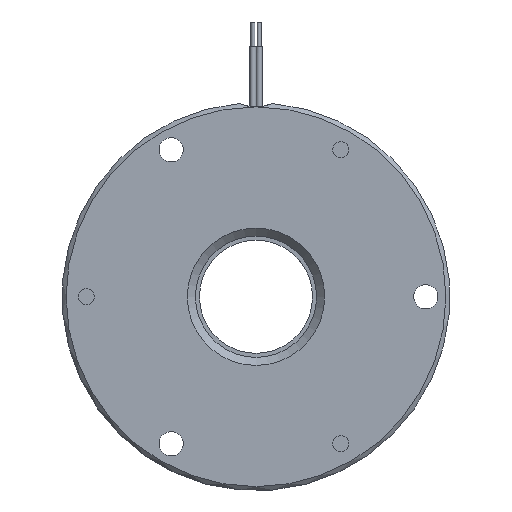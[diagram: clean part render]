
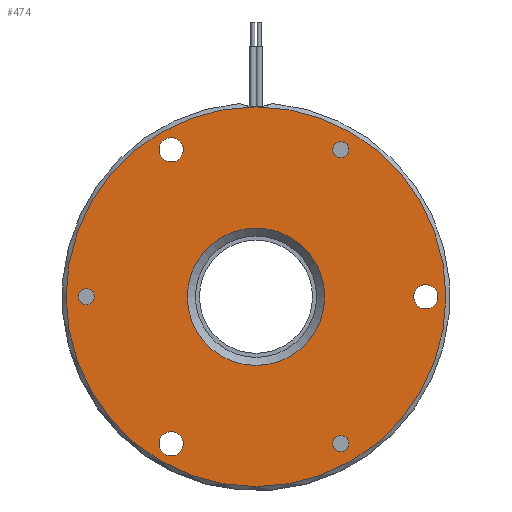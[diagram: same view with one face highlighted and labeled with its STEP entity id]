
A CAD part, left-side view. The second image highlights one B-rep face of the part: STEP entity #474.
In plain terms, the highlighted planar face has unit normal (-1, 0, 0).
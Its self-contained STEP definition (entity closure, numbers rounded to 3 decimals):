
#48 = VERTEX_POINT ( 'NONE', #4359 ) ;
#57 = DIRECTION ( 'NONE',  ( 0., 0., -1. ) ) ;
#179 = DIRECTION ( 'NONE',  ( 0., 0.866, 0.5 ) ) ;
#208 = EDGE_CURVE ( 'NONE', #586, #586, #1579, .T. ) ;
#367 = AXIS2_PLACEMENT_3D ( 'NONE', #1964, #3400, #179 ) ;
#433 = DIRECTION ( 'NONE',  ( 0., 0., -1. ) ) ;
#437 = CARTESIAN_POINT ( 'NONE',  ( 0., 21., 0. ) ) ;
#456 = CARTESIAN_POINT ( 'NONE',  ( 0., 0., 23.5 ) ) ;
#474 = ADVANCED_FACE ( 'NONE', ( #4410, #4478, #1504, #4119, #1935, #3313, #2968, #3699 ), #4078, .F. ) ;
#535 = VERTEX_POINT ( 'NONE', #456 ) ;
#586 = VERTEX_POINT ( 'NONE', #2757 ) ;
#607 = EDGE_LOOP ( 'NONE', ( #2660 ) ) ;
#660 = DIRECTION ( 'NONE',  ( 0., 0.866, 0.5 ) ) ;
#759 = CARTESIAN_POINT ( 'NONE',  ( 0., -10.5, -18.187 ) ) ;
#846 = CARTESIAN_POINT ( 'NONE',  ( 0., 10.5, 18.187 ) ) ;
#892 = DIRECTION ( 'NONE',  ( 0., 0., 1. ) ) ;
#894 = DIRECTION ( 'NONE',  ( 0., 0., -1. ) ) ;
#907 = DIRECTION ( 'NONE',  ( 1., 0., 0. ) ) ;
#946 = EDGE_LOOP ( 'NONE', ( #3892 ) ) ;
#1041 = CIRCLE ( 'NONE', #1947, 1. ) ;
#1162 = CIRCLE ( 'NONE', #2971, 8.5 ) ;
#1177 = EDGE_CURVE ( 'NONE', #2806, #2806, #4591, .T. ) ;
#1186 = EDGE_LOOP ( 'NONE', ( #1466 ) ) ;
#1225 = ORIENTED_EDGE ( 'NONE', *, *, #2453, .T. ) ;
#1384 = ORIENTED_EDGE ( 'NONE', *, *, #2498, .T. ) ;
#1451 = ORIENTED_EDGE ( 'NONE', *, *, #3883, .F. ) ;
#1466 = ORIENTED_EDGE ( 'NONE', *, *, #1177, .T. ) ;
#1504 = FACE_BOUND ( 'NONE', #1977, .T. ) ;
#1522 = CARTESIAN_POINT ( 'NONE',  ( 0., 9.201, -17.437 ) ) ;
#1579 = CIRCLE ( 'NONE', #367, 1.5 ) ;
#1591 = DIRECTION ( 'NONE',  ( 0., 0., 1. ) ) ;
#1607 = EDGE_LOOP ( 'NONE', ( #1384 ) ) ;
#1692 = EDGE_CURVE ( 'NONE', #3511, #3511, #1041, .T. ) ;
#1720 = VERTEX_POINT ( 'NONE', #3157 ) ;
#1935 = FACE_BOUND ( 'NONE', #1186, .T. ) ;
#1947 = AXIS2_PLACEMENT_3D ( 'NONE', #759, #3266, #4403 ) ;
#1964 = CARTESIAN_POINT ( 'NONE',  ( 0., -21., 0. ) ) ;
#1977 = EDGE_LOOP ( 'NONE', ( #1225 ) ) ;
#2064 = ORIENTED_EDGE ( 'NONE', *, *, #1692, .T. ) ;
#2092 = CARTESIAN_POINT ( 'NONE',  ( 0., -11.366, -17.687 ) ) ;
#2145 = VERTEX_POINT ( 'NONE', #3232 ) ;
#2211 = VERTEX_POINT ( 'NONE', #1522 ) ;
#2217 = AXIS2_PLACEMENT_3D ( 'NONE', #4144, #907, #2313 ) ;
#2299 = CARTESIAN_POINT ( 'NONE',  ( 0., 0., 0. ) ) ;
#2303 = CIRCLE ( 'NONE', #2217, 1.5 ) ;
#2313 = DIRECTION ( 'NONE',  ( 0., -0.866, 0.5 ) ) ;
#2453 = EDGE_CURVE ( 'NONE', #1720, #1720, #3664, .T. ) ;
#2498 = EDGE_CURVE ( 'NONE', #535, #535, #4047, .T. ) ;
#2599 = DIRECTION ( 'NONE',  ( 1., 0., 0. ) ) ;
#2660 = ORIENTED_EDGE ( 'NONE', *, *, #4474, .T. ) ;
#2757 = CARTESIAN_POINT ( 'NONE',  ( 0., -19.701, 0.75 ) ) ;
#2766 = AXIS2_PLACEMENT_3D ( 'NONE', #846, #4131, #894 ) ;
#2806 = VERTEX_POINT ( 'NONE', #3205 ) ;
#2821 = CARTESIAN_POINT ( 'NONE',  ( 0., -10.5, 18.187 ) ) ;
#2861 = ORIENTED_EDGE ( 'NONE', *, *, #208, .T. ) ;
#2934 = EDGE_CURVE ( 'NONE', #2145, #2145, #3725, .T. ) ;
#2968 = FACE_BOUND ( 'NONE', #3970, .T. ) ;
#2971 = AXIS2_PLACEMENT_3D ( 'NONE', #3164, #4601, #892 ) ;
#3157 = CARTESIAN_POINT ( 'NONE',  ( 0., 10.5, 16.687 ) ) ;
#3164 = CARTESIAN_POINT ( 'NONE',  ( 0., 0., 0. ) ) ;
#3205 = CARTESIAN_POINT ( 'NONE',  ( 0., -9.634, 18.687 ) ) ;
#3232 = CARTESIAN_POINT ( 'NONE',  ( 0., 21., -1. ) ) ;
#3266 = DIRECTION ( 'NONE',  ( 1., 0., 0. ) ) ;
#3301 = AXIS2_PLACEMENT_3D ( 'NONE', #2821, #3623, #660 ) ;
#3313 = FACE_BOUND ( 'NONE', #946, .T. ) ;
#3369 = AXIS2_PLACEMENT_3D ( 'NONE', #4059, #3371, #433 ) ;
#3371 = DIRECTION ( 'NONE',  ( 1., 0., 0. ) ) ;
#3400 = DIRECTION ( 'NONE',  ( 1., 0., 0. ) ) ;
#3511 = VERTEX_POINT ( 'NONE', #2092 ) ;
#3595 = EDGE_LOOP ( 'NONE', ( #2064 ) ) ;
#3623 = DIRECTION ( 'NONE',  ( 1., 0., 0. ) ) ;
#3664 = CIRCLE ( 'NONE', #2766, 1.5 ) ;
#3699 = FACE_OUTER_BOUND ( 'NONE', #1607, .T. ) ;
#3725 = CIRCLE ( 'NONE', #3797, 1. ) ;
#3759 = DIRECTION ( 'NONE',  ( -1., 0., 0. ) ) ;
#3797 = AXIS2_PLACEMENT_3D ( 'NONE', #437, #2599, #57 ) ;
#3883 = EDGE_CURVE ( 'NONE', #48, #48, #1162, .T. ) ;
#3892 = ORIENTED_EDGE ( 'NONE', *, *, #2934, .T. ) ;
#3970 = EDGE_LOOP ( 'NONE', ( #1451 ) ) ;
#4047 = CIRCLE ( 'NONE', #4427, 23.5 ) ;
#4059 = CARTESIAN_POINT ( 'NONE',  ( 0., 8.5, 0. ) ) ;
#4078 = PLANE ( 'NONE',  #3369 ) ;
#4119 = FACE_BOUND ( 'NONE', #3595, .T. ) ;
#4131 = DIRECTION ( 'NONE',  ( 1., 0., 0. ) ) ;
#4144 = CARTESIAN_POINT ( 'NONE',  ( 0., 10.5, -18.187 ) ) ;
#4359 = CARTESIAN_POINT ( 'NONE',  ( 0., 0., 8.5 ) ) ;
#4403 = DIRECTION ( 'NONE',  ( 0., -0.866, 0.5 ) ) ;
#4410 = FACE_BOUND ( 'NONE', #607, .T. ) ;
#4427 = AXIS2_PLACEMENT_3D ( 'NONE', #2299, #3759, #1591 ) ;
#4474 = EDGE_CURVE ( 'NONE', #2211, #2211, #2303, .T. ) ;
#4478 = FACE_BOUND ( 'NONE', #4622, .T. ) ;
#4591 = CIRCLE ( 'NONE', #3301, 1. ) ;
#4601 = DIRECTION ( 'NONE',  ( -1., 0., 0. ) ) ;
#4622 = EDGE_LOOP ( 'NONE', ( #2861 ) ) ;
